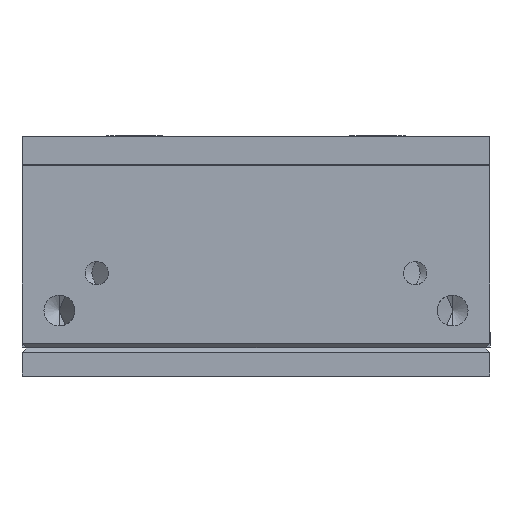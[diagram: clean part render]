
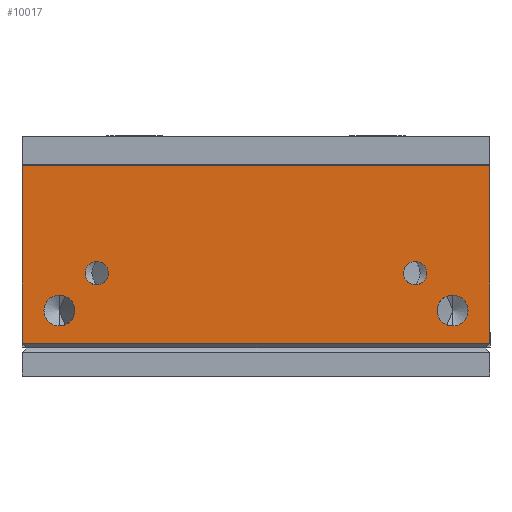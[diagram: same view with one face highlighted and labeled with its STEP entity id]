
A CAD part, left-side view. The second image highlights one B-rep face of the part: STEP entity #10017.
In plain terms, the highlighted planar face has unit normal (-1, 0, 0).
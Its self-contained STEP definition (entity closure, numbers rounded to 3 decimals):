
#301 = EDGE_CURVE ( 'NONE', #40100, #5497, #75181, .T. ) ;
#1000 = EDGE_CURVE ( 'NONE', #24135, #55353, #98334, .T. ) ;
#1405 = AXIS2_PLACEMENT_3D ( 'NONE', #58167, #33920, #41530 ) ;
#1826 = CARTESIAN_POINT ( 'NONE',  ( -23.312, 35.658, 40.5 ) ) ;
#2349 = EDGE_CURVE ( 'NONE', #83067, #7613, #85309, .T. ) ;
#3854 = AXIS2_PLACEMENT_3D ( 'NONE', #63299, #23120, #86514 ) ;
#5196 = CARTESIAN_POINT ( 'NONE',  ( -23.312, 35.658, 40.5 ) ) ;
#5497 = VERTEX_POINT ( 'NONE', #8576 ) ;
#5767 = CARTESIAN_POINT ( 'NONE',  ( -23.312, 35.658, 60. ) ) ;
#6890 = CIRCLE ( 'NONE', #44159, 1.25 ) ;
#7613 = VERTEX_POINT ( 'NONE', #9305 ) ;
#8401 = EDGE_CURVE ( 'NONE', #94606, #73980, #39722, .T. ) ;
#8576 = CARTESIAN_POINT ( 'NONE',  ( -23.312, -6.342, 49.75 ) ) ;
#9305 = CARTESIAN_POINT ( 'NONE',  ( -23.312, 27.658, 47.25 ) ) ;
#9412 = CARTESIAN_POINT ( 'NONE',  ( -23.312, 27.658, 48.5 ) ) ;
#9865 = CARTESIAN_POINT ( 'NONE',  ( -23.312, -6.342, 48.5 ) ) ;
#9998 = DIRECTION ( 'NONE',  ( 0., 0., 1. ) ) ;
#10017 = ADVANCED_FACE ( 'NONE', ( #43975, #83694, #81232, #60102, #82526 ), #38546, .T. ) ;
#10079 = DIRECTION ( 'NONE',  ( 0., 0., 1. ) ) ;
#11017 = CIRCLE ( 'NONE', #3854, 1.65 ) ;
#12155 = DIRECTION ( 'NONE',  ( 0., 0., 1. ) ) ;
#18193 = CARTESIAN_POINT ( 'NONE',  ( -23.312, 27.658, 49.75 ) ) ;
#21542 = ORIENTED_EDGE ( 'NONE', *, *, #1000, .F. ) ;
#21679 = AXIS2_PLACEMENT_3D ( 'NONE', #87616, #71669, #102811 ) ;
#21724 = CARTESIAN_POINT ( 'NONE',  ( -23.312, 31.658, 44.5 ) ) ;
#23120 = DIRECTION ( 'NONE',  ( -1., 0., 0. ) ) ;
#24135 = VERTEX_POINT ( 'NONE', #77772 ) ;
#24845 = CARTESIAN_POINT ( 'NONE',  ( -23.312, -6.342, 48.5 ) ) ;
#25347 = ORIENTED_EDGE ( 'NONE', *, *, #72274, .F. ) ;
#27232 = AXIS2_PLACEMENT_3D ( 'NONE', #1826, #87705, #87356 ) ;
#29718 = DIRECTION ( 'NONE',  ( -1., 0., 0. ) ) ;
#32218 = LINE ( 'NONE', #100370, #47071 ) ;
#32435 = ORIENTED_EDGE ( 'NONE', *, *, #8401, .T. ) ;
#32950 = EDGE_CURVE ( 'NONE', #5497, #40100, #6890, .T. ) ;
#33397 = CARTESIAN_POINT ( 'NONE',  ( -23.312, -6.342, 47.25 ) ) ;
#33920 = DIRECTION ( 'NONE',  ( -1., 0., 0. ) ) ;
#35097 = AXIS2_PLACEMENT_3D ( 'NONE', #21724, #29718, #37328 ) ;
#36620 = CARTESIAN_POINT ( 'NONE',  ( -23.312, 31.658, 46.15 ) ) ;
#37031 = EDGE_LOOP ( 'NONE', ( #56479, #32435, #44512, #94862 ) ) ;
#37273 = LINE ( 'NONE', #5196, #74537 ) ;
#37328 = DIRECTION ( 'NONE',  ( 0., 0., 1. ) ) ;
#38113 = EDGE_CURVE ( 'NONE', #7613, #83067, #102491, .T. ) ;
#38546 = PLANE ( 'NONE',  #27232 ) ;
#39722 = LINE ( 'NONE', #76961, #95479 ) ;
#40100 = VERTEX_POINT ( 'NONE', #33397 ) ;
#41462 = CIRCLE ( 'NONE', #35097, 1.65 ) ;
#41476 = DIRECTION ( 'NONE',  ( -1., 0., 0. ) ) ;
#41530 = DIRECTION ( 'NONE',  ( 0., 0., 1. ) ) ;
#41984 = ORIENTED_EDGE ( 'NONE', *, *, #2349, .F. ) ;
#42345 = EDGE_LOOP ( 'NONE', ( #78099, #25347 ) ) ;
#43975 = FACE_BOUND ( 'NONE', #42345, .T. ) ;
#44159 = AXIS2_PLACEMENT_3D ( 'NONE', #9865, #80162, #56585 ) ;
#44512 = ORIENTED_EDGE ( 'NONE', *, *, #101320, .T. ) ;
#45578 = CARTESIAN_POINT ( 'NONE',  ( -23.312, -10.342, 46.15 ) ) ;
#45582 = DIRECTION ( 'NONE',  ( 0., -1., 0. ) ) ;
#45821 = VECTOR ( 'NONE', #45582, 1000. ) ;
#47071 = VECTOR ( 'NONE', #60538, 1000. ) ;
#47253 = CARTESIAN_POINT ( 'NONE',  ( -23.312, 35.658, 41. ) ) ;
#51718 = EDGE_LOOP ( 'NONE', ( #55832, #21542 ) ) ;
#53056 = DIRECTION ( 'NONE',  ( 0., 0., 1. ) ) ;
#53738 = CARTESIAN_POINT ( 'NONE',  ( -23.312, 27.658, 48.5 ) ) ;
#55353 = VERTEX_POINT ( 'NONE', #45578 ) ;
#55832 = ORIENTED_EDGE ( 'NONE', *, *, #70774, .F. ) ;
#56471 = DIRECTION ( 'NONE',  ( -1., 0., 0. ) ) ;
#56479 = ORIENTED_EDGE ( 'NONE', *, *, #56814, .F. ) ;
#56585 = DIRECTION ( 'NONE',  ( 0., 0., 1. ) ) ;
#56814 = EDGE_CURVE ( 'NONE', #94606, #65234, #37273, .T. ) ;
#58167 = CARTESIAN_POINT ( 'NONE',  ( -23.312, -10.342, 44.5 ) ) ;
#60102 = FACE_BOUND ( 'NONE', #88344, .T. ) ;
#60538 = DIRECTION ( 'NONE',  ( 0., 0., 1. ) ) ;
#62529 = ORIENTED_EDGE ( 'NONE', *, *, #38113, .F. ) ;
#63299 = CARTESIAN_POINT ( 'NONE',  ( -23.312, 31.658, 44.5 ) ) ;
#65234 = VERTEX_POINT ( 'NONE', #95736 ) ;
#65749 = ORIENTED_EDGE ( 'NONE', *, *, #32950, .F. ) ;
#66171 = EDGE_CURVE ( 'NONE', #73458, #94310, #41462, .T. ) ;
#66421 = ORIENTED_EDGE ( 'NONE', *, *, #301, .F. ) ;
#70774 = EDGE_CURVE ( 'NONE', #55353, #24135, #85719, .T. ) ;
#71669 = DIRECTION ( 'NONE',  ( -1., 0., 0. ) ) ;
#72274 = EDGE_CURVE ( 'NONE', #94310, #73458, #11017, .T. ) ;
#73458 = VERTEX_POINT ( 'NONE', #36620 ) ;
#73980 = VERTEX_POINT ( 'NONE', #91960 ) ;
#74537 = VECTOR ( 'NONE', #12155, 1000. ) ;
#75181 = CIRCLE ( 'NONE', #91984, 1.25 ) ;
#76862 = LINE ( 'NONE', #5767, #45821 ) ;
#76961 = CARTESIAN_POINT ( 'NONE',  ( -23.312, -14.342, 41. ) ) ;
#77772 = CARTESIAN_POINT ( 'NONE',  ( -23.312, -10.342, 42.85 ) ) ;
#78099 = ORIENTED_EDGE ( 'NONE', *, *, #66171, .F. ) ;
#79430 = AXIS2_PLACEMENT_3D ( 'NONE', #53738, #101148, #53056 ) ;
#80162 = DIRECTION ( 'NONE',  ( -1., 0., 0. ) ) ;
#81232 = FACE_BOUND ( 'NONE', #90426, .T. ) ;
#82526 = FACE_OUTER_BOUND ( 'NONE', #37031, .T. ) ;
#83067 = VERTEX_POINT ( 'NONE', #18193 ) ;
#83608 = VERTEX_POINT ( 'NONE', #100071 ) ;
#83694 = FACE_BOUND ( 'NONE', #51718, .T. ) ;
#85309 = CIRCLE ( 'NONE', #98465, 1.25 ) ;
#85719 = CIRCLE ( 'NONE', #21679, 1.65 ) ;
#86514 = DIRECTION ( 'NONE',  ( 0., 0., 1. ) ) ;
#87356 = DIRECTION ( 'NONE',  ( 0., -1., 0. ) ) ;
#87616 = CARTESIAN_POINT ( 'NONE',  ( -23.312, -10.342, 44.5 ) ) ;
#87705 = DIRECTION ( 'NONE',  ( -1., 0., 0. ) ) ;
#88344 = EDGE_LOOP ( 'NONE', ( #41984, #62529 ) ) ;
#90426 = EDGE_LOOP ( 'NONE', ( #65749, #66421 ) ) ;
#91960 = CARTESIAN_POINT ( 'NONE',  ( -23.312, -14.342, 41. ) ) ;
#91984 = AXIS2_PLACEMENT_3D ( 'NONE', #24845, #41476, #9998 ) ;
#94310 = VERTEX_POINT ( 'NONE', #96902 ) ;
#94547 = EDGE_CURVE ( 'NONE', #65234, #83608, #76862, .T. ) ;
#94606 = VERTEX_POINT ( 'NONE', #47253 ) ;
#94862 = ORIENTED_EDGE ( 'NONE', *, *, #94547, .F. ) ;
#95479 = VECTOR ( 'NONE', #100818, 1000. ) ;
#95736 = CARTESIAN_POINT ( 'NONE',  ( -23.312, 35.658, 60. ) ) ;
#96902 = CARTESIAN_POINT ( 'NONE',  ( -23.312, 31.658, 42.85 ) ) ;
#98334 = CIRCLE ( 'NONE', #1405, 1.65 ) ;
#98465 = AXIS2_PLACEMENT_3D ( 'NONE', #9412, #56471, #10079 ) ;
#100071 = CARTESIAN_POINT ( 'NONE',  ( -23.312, -14.342, 60. ) ) ;
#100370 = CARTESIAN_POINT ( 'NONE',  ( -23.312, -14.342, 40.5 ) ) ;
#100818 = DIRECTION ( 'NONE',  ( 0., -1., 0. ) ) ;
#101148 = DIRECTION ( 'NONE',  ( -1., 0., 0. ) ) ;
#101320 = EDGE_CURVE ( 'NONE', #73980, #83608, #32218, .T. ) ;
#102491 = CIRCLE ( 'NONE', #79430, 1.25 ) ;
#102811 = DIRECTION ( 'NONE',  ( 0., 0., 1. ) ) ;
